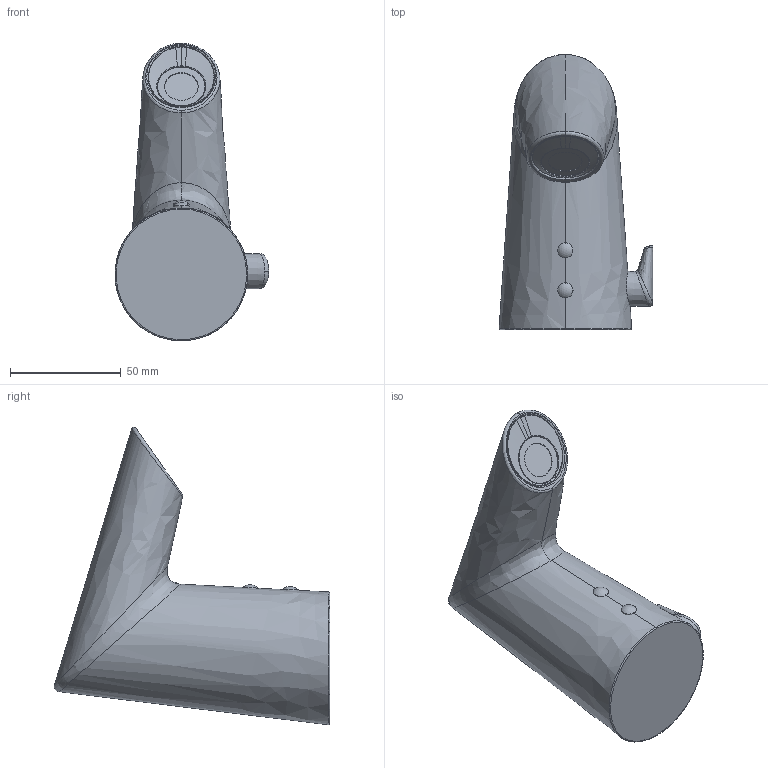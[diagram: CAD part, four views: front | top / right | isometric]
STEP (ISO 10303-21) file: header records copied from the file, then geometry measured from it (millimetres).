
FILE_DESCRIPTION (( 'STEP AP203' ), '1' );
FILE_NAME ('1714F+1724FT+65412210.STEP', '2017-03-09T05:43:26', ( '' ), ( '' ), 'SwSTEP 2.0', 'SolidWorks 2016', '' );
FILE_SCHEMA (( 'CONFIG_CONTROL_DESIGN' ));
Length unit declared in the file: millimetre
Products named in the file (1): 1714F+1724FT+65412210
Bounding box: 69.46 x 124.31 x 134.32 mm (x, y, z)
Volume: 326884.7 mm3; surface area: 33893.5 mm2
Topology: 5 solids, 5 shells, 58 faces, 122 edges, 76 vertices
Faces by surface type: bspline 37, plane 9, cylinder 7, cone 3, sphere 2
Full cylindrical faces by diameter (mm): 15.2 x1, 21.4 x1, 21.7 x1
Entity records: 11617 total; most frequent: CARTESIAN_POINT 10657, ORIENTED_EDGE 220, EDGE_CURVE 110, B_SPLINE_CURVE_WITH_KNOTS 82, DIRECTION 82, VERTEX_POINT 71, EDGE_LOOP 69, FACE_OUTER_BOUND 62
